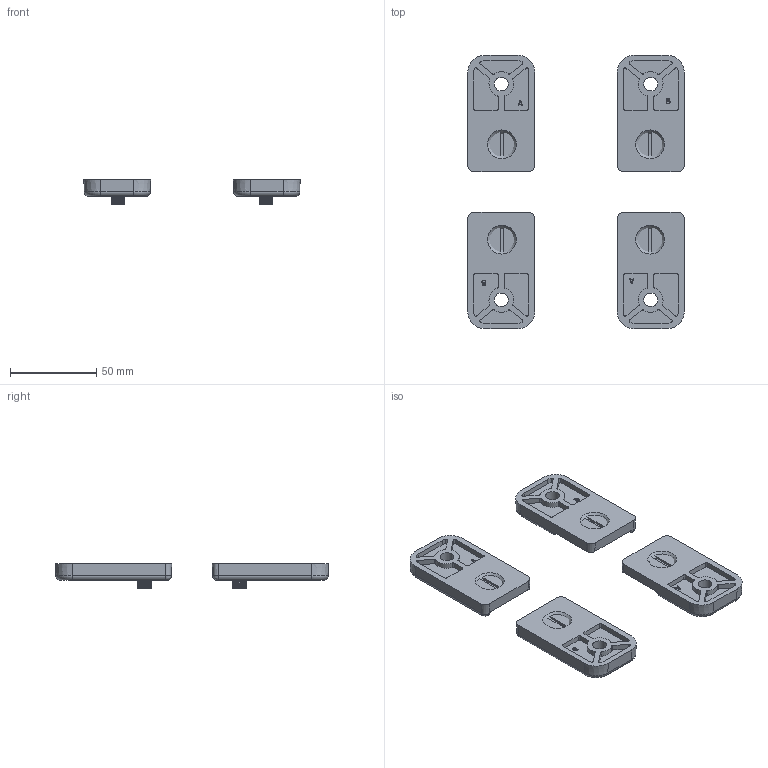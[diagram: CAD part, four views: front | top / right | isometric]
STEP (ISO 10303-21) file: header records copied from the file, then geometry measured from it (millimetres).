
FILE_DESCRIPTION(/* description */ (''),/* implementation_level */ '2;1');
FILE_NAME(/* name */ 'HW-LMTGFTKIT.stp',/* time_stamp */ '2016-08-26T12:32:31-05:00',/* author */ ('pmescher'),/* organization */ (''),/* preprocessor_version */ 'ST-DEVELOPER v16.5',/* originating_system */ 'Autodesk Inventor 2017',/* authorisation */ '');
FILE_SCHEMA (('AUTOMOTIVE_DESIGN { 1 0 10303 214 3 1 1 }'));
Length unit declared in the file: inch
Products named in the file (4): CLMTGFTKIT_STP; CL MOUNTING SCREW; CLMTGFTKIT-B; CLMTGFTKIT-A
Assembly tree (8 placements, depth 2):
  CLMTGFTKIT_STP
    CLMTGFTKIT-A  x2
    CLMTGFTKIT-B  x2
    CL MOUNTING SCREW  x4
Bounding box: 125.38 x 158.42 x 14.17 mm (x, y, z)
Volume: 72879.7 mm3; surface area: 33188.4 mm2
Topology: 8 solids, 8 shells, 368 faces, 956 edges, 626 vertices
Faces by surface type: plane 172, cylinder 120, bspline 40, cone 24, torus 12
Full cylindrical faces by diameter (mm): 7.95 x4, 8.738 x4
Entity records: 8144 total; most frequent: CARTESIAN_POINT 3778, ORIENTED_EDGE 880, DIRECTION 877, EDGE_CURVE 440, AXIS2_PLACEMENT_3D 315, VERTEX_POINT 292, LINE 247, VECTOR 247
